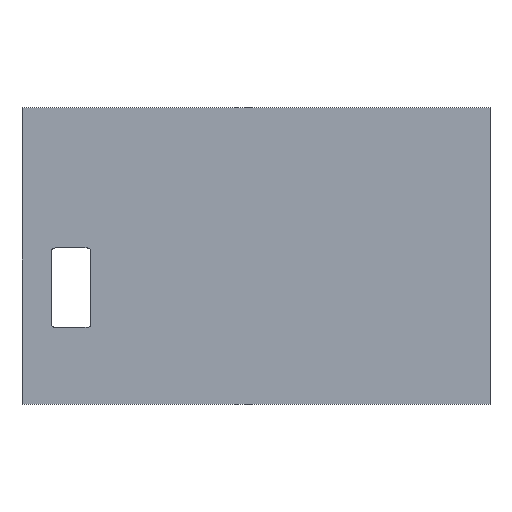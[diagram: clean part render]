
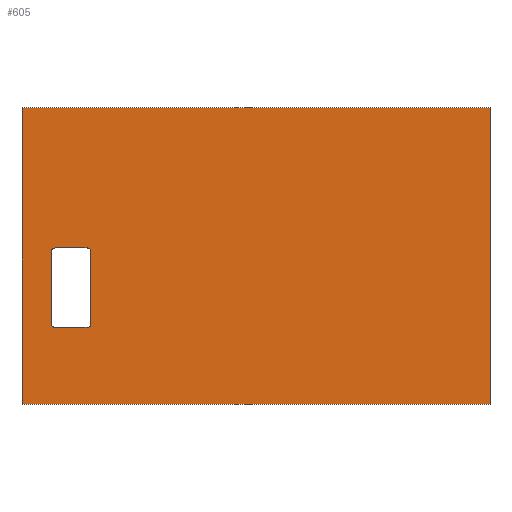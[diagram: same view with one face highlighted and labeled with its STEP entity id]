
A CAD part, top view. The second image highlights one B-rep face of the part: STEP entity #605.
In plain terms, the highlighted planar face has unit normal (0, 0, 1).
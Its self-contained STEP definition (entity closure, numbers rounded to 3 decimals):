
#21=FACE_BOUND('',#108,.T.);
#41=PLANE('',#676);
#73=FACE_OUTER_BOUND('',#107,.T.);
#107=EDGE_LOOP('',(#535,#536,#537,#538));
#108=EDGE_LOOP('',(#539,#540,#541,#542,#543,#544,#545,#546));
#146=LINE('',#968,#206);
#150=LINE('',#980,#210);
#153=LINE('',#991,#213);
#156=LINE('',#1000,#216);
#164=LINE('',#1017,#224);
#166=LINE('',#1021,#226);
#168=LINE('',#1025,#228);
#170=LINE('',#1028,#230);
#206=VECTOR('',#790,10.);
#210=VECTOR('',#802,10.);
#213=VECTOR('',#813,10.);
#216=VECTOR('',#824,10.);
#224=VECTOR('',#838,10.);
#226=VECTOR('',#842,10.);
#228=VECTOR('',#846,10.);
#230=VECTOR('',#850,10.);
#248=CIRCLE('',#656,1.);
#250=CIRCLE('',#660,1.);
#252=CIRCLE('',#664,1.);
#254=CIRCLE('',#668,1.);
#289=VERTEX_POINT('',#958);
#290=VERTEX_POINT('',#960);
#292=VERTEX_POINT('',#966);
#294=VERTEX_POINT('',#972);
#296=VERTEX_POINT('',#978);
#299=VERTEX_POINT('',#985);
#300=VERTEX_POINT('',#987);
#302=VERTEX_POINT('',#996);
#307=VERTEX_POINT('',#1014);
#308=VERTEX_POINT('',#1016);
#309=VERTEX_POINT('',#1020);
#310=VERTEX_POINT('',#1024);
#360=EDGE_CURVE('',#289,#290,#248,.T.);
#364=EDGE_CURVE('',#289,#292,#146,.T.);
#367=EDGE_CURVE('',#294,#292,#250,.T.);
#370=EDGE_CURVE('',#294,#296,#150,.T.);
#373=EDGE_CURVE('',#299,#300,#252,.T.);
#375=EDGE_CURVE('',#299,#290,#153,.T.);
#379=EDGE_CURVE('',#302,#296,#254,.T.);
#380=EDGE_CURVE('',#302,#300,#156,.T.);
#388=EDGE_CURVE('',#308,#307,#164,.T.);
#390=EDGE_CURVE('',#309,#308,#166,.T.);
#392=EDGE_CURVE('',#310,#309,#168,.T.);
#394=EDGE_CURVE('',#307,#310,#170,.T.);
#535=ORIENTED_EDGE('',*,*,#394,.T.);
#536=ORIENTED_EDGE('',*,*,#392,.T.);
#537=ORIENTED_EDGE('',*,*,#390,.T.);
#538=ORIENTED_EDGE('',*,*,#388,.T.);
#539=ORIENTED_EDGE('',*,*,#370,.T.);
#540=ORIENTED_EDGE('',*,*,#379,.F.);
#541=ORIENTED_EDGE('',*,*,#380,.T.);
#542=ORIENTED_EDGE('',*,*,#373,.F.);
#543=ORIENTED_EDGE('',*,*,#375,.T.);
#544=ORIENTED_EDGE('',*,*,#360,.F.);
#545=ORIENTED_EDGE('',*,*,#364,.T.);
#546=ORIENTED_EDGE('',*,*,#367,.F.);
#605=ADVANCED_FACE('',(#73,#21),#41,.T.);
#656=AXIS2_PLACEMENT_3D('',#961,#783,#784);
#660=AXIS2_PLACEMENT_3D('',#974,#796,#797);
#664=AXIS2_PLACEMENT_3D('',#988,#808,#809);
#668=AXIS2_PLACEMENT_3D('',#998,#820,#821);
#676=AXIS2_PLACEMENT_3D('',#1029,#851,#852);
#783=DIRECTION('center_axis',(0.,0.,1.));
#784=DIRECTION('ref_axis',(0.707,-0.707,0.));
#790=DIRECTION('',(-1.,0.,0.));
#796=DIRECTION('center_axis',(0.,0.,1.));
#797=DIRECTION('ref_axis',(-0.707,-0.707,0.));
#802=DIRECTION('',(0.,1.,0.));
#808=DIRECTION('center_axis',(0.,0.,1.));
#809=DIRECTION('ref_axis',(0.707,0.707,0.));
#813=DIRECTION('',(0.,-1.,0.));
#820=DIRECTION('center_axis',(0.,0.,1.));
#821=DIRECTION('ref_axis',(-0.707,0.707,0.));
#824=DIRECTION('',(1.,0.,0.));
#838=DIRECTION('',(0.,-1.,0.));
#842=DIRECTION('',(-1.,0.,0.));
#846=DIRECTION('',(0.,1.,0.));
#850=DIRECTION('',(1.,0.,0.));
#851=DIRECTION('center_axis',(0.,0.,1.));
#852=DIRECTION('ref_axis',(1.,0.,0.));
#958=CARTESIAN_POINT('',(-42.61,-18.02,29.4));
#960=CARTESIAN_POINT('',(-41.61,-17.02,29.4));
#961=CARTESIAN_POINT('Origin',(-42.61,-17.02,29.4));
#966=CARTESIAN_POINT('',(-50.61,-18.02,29.4));
#968=CARTESIAN_POINT('',(-25.805,-18.02,29.4));
#972=CARTESIAN_POINT('',(-51.61,-17.02,29.4));
#974=CARTESIAN_POINT('Origin',(-50.61,-17.02,29.4));
#978=CARTESIAN_POINT('',(-51.61,1.02,29.4));
#980=CARTESIAN_POINT('',(-51.61,1.01,29.4));
#985=CARTESIAN_POINT('',(-41.61,1.02,29.4));
#987=CARTESIAN_POINT('',(-42.61,2.02,29.4));
#988=CARTESIAN_POINT('Origin',(-42.61,1.02,29.4));
#991=CARTESIAN_POINT('',(-41.61,-9.01,29.4));
#996=CARTESIAN_POINT('',(-50.61,2.02,29.4));
#998=CARTESIAN_POINT('Origin',(-50.61,1.02,29.4));
#1000=CARTESIAN_POINT('',(-20.805,2.02,29.4));
#1014=CARTESIAN_POINT('',(-59.01,-37.42,29.4));
#1016=CARTESIAN_POINT('',(-59.01,37.42,29.4));
#1017=CARTESIAN_POINT('',(-59.01,-37.42,29.4));
#1020=CARTESIAN_POINT('',(59.01,37.42,29.4));
#1021=CARTESIAN_POINT('',(-59.01,37.42,29.4));
#1024=CARTESIAN_POINT('',(59.01,-37.42,29.4));
#1025=CARTESIAN_POINT('',(59.01,37.42,29.4));
#1028=CARTESIAN_POINT('',(59.01,-37.42,29.4));
#1029=CARTESIAN_POINT('Origin',(0.,0.,29.4));
